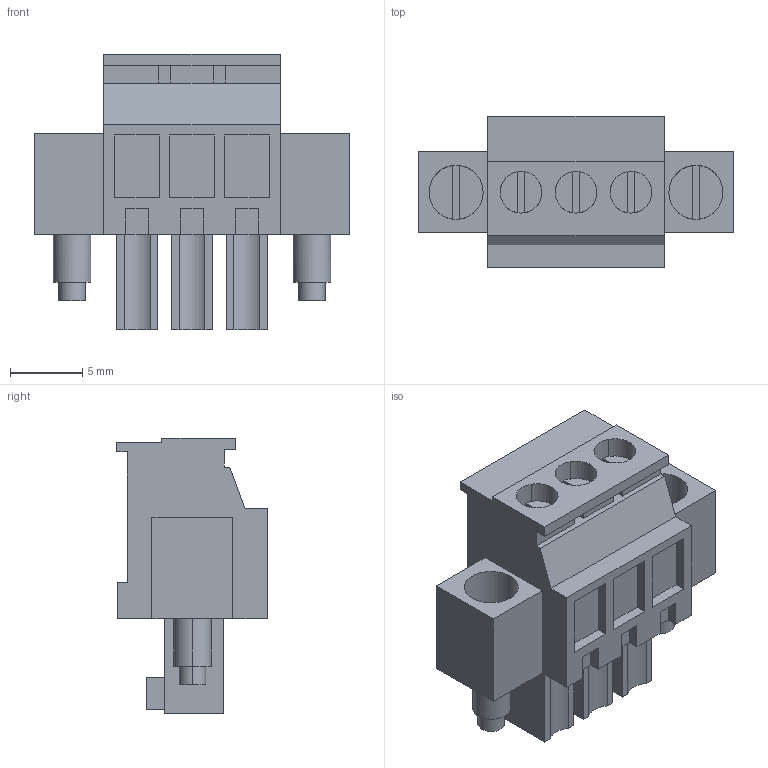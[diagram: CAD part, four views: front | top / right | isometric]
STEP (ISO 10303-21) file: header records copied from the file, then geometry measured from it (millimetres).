
FILE_DESCRIPTION(('CATIA V5 STEP Exchange','CAx-IF Rec.Pracs.--- Model Styling and Organization---1.2---2011-12-15'),'2;1');
FILE_NAME ('D1459688_0_1940470000_1940470000.stp','2017-04-12T09:45:49+00:00',('none'),('Weidmueller'),'CATIA Version 5-6 Release 2014','CATIA V5 STEP AP214','none');
FILE_SCHEMA(('AUTOMOTIVE_DESIGN { 1 0 10303 214 1 1 1 1 }'));
Length unit declared in the file: millimetre
Products named in the file (1): 1940470000
Bounding box: 21.82 x 10.45 x 19.1 mm (x, y, z)
Volume: 1826.1 mm3; surface area: 1868.4 mm2
Topology: 6 solids, 6 shells, 195 faces, 488 edges, 328 vertices
Faces by surface type: plane 150, cylinder 45
Entity records: 5729 total; most frequent: CARTESIAN_POINT 1128, ORIENTED_EDGE 976, DIRECTION 816, EDGE_CURVE 488, VECTOR 378, LINE 378, VERTEX_POINT 328, AXIS2_PLACEMENT_3D 265
